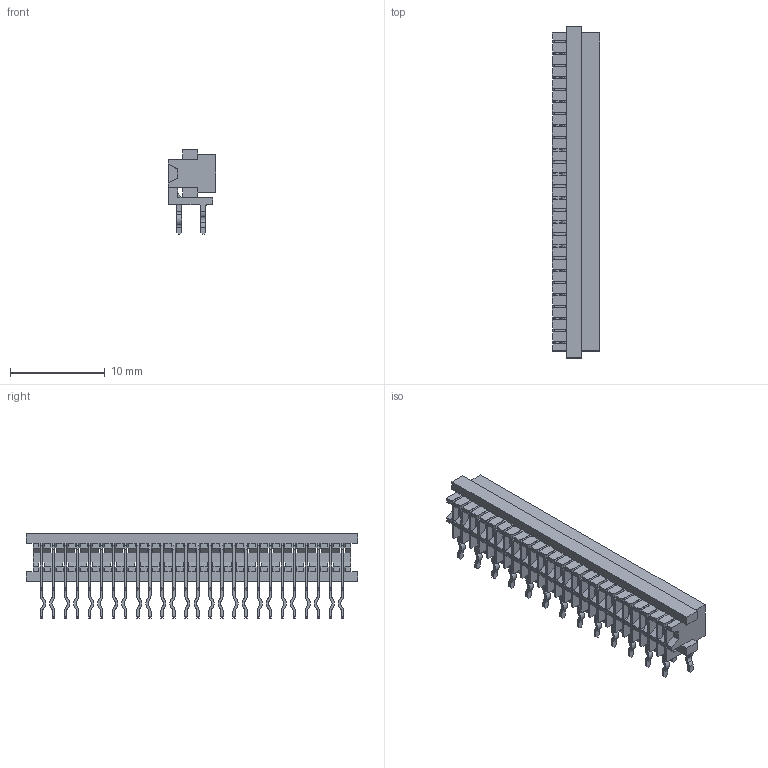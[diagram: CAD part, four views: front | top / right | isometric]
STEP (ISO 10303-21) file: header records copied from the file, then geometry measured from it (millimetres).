
FILE_DESCRIPTION(/* description */ ('Unknown'),/* implementation_level */ '2;1');
FILE_NAME(/* name */ 'J_Wurth_WR-MM_690368182672',/* time_stamp */ '2025-05-09T10:58:32+08:00',/* author */ ('Unknown'),/* organization */ ('Unknown'),/* preprocessor_version */ 'ST-DEVELOPER v19.4',/* originating_system */ 'Solid Edge',/* authorisation */ 'Unknown');
FILE_SCHEMA (('AUTOMOTIVE_DESIGN {1 0 10303 214 3 1 1}'));
Products named in the file (2): J_Wurth_WR-MM_690368182672
Assembly tree (1 placements, depth 2):
  J_Wurth_WR-MM_690368182672
    J_Wurth_WR-MM_690368182672
Bounding box: 5 x 35.02 x 8.9 mm (x, y, z)
Volume: 633.3 mm3; surface area: 2424.1 mm2
Topology: 27 solids, 27 shells, 2353 faces, 6763 edges, 4438 vertices
Faces by surface type: plane 1664, cylinder 689
Entity records: 76867 total; most frequent: CARTESIAN_POINT 13556, ORIENTED_EDGE 13526, DIRECTION 12851, EDGE_CURVE 6763, LINE 5385, VECTOR 5385, VERTEX_POINT 4438, AXIS2_PLACEMENT_3D 3733
